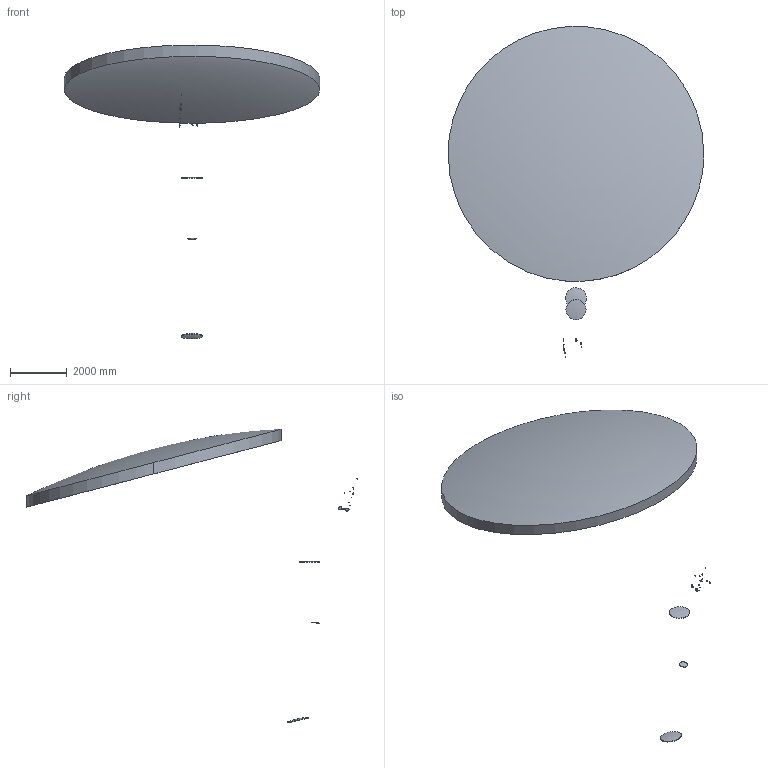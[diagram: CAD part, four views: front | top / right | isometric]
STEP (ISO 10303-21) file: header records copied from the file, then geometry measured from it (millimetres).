
FILE_DESCRIPTION ((), '1');
FILE_NAME ('PIAACMC_COR-S_170612_13ap1.STP', '2017-06-12T19:22:06', ('Unknown'), ('Unknown'), 'HarmonyWare STEP v2.0.2', 'HarmonyWare Translators', '');
FILE_SCHEMA (('CONFIG_CONTROL_DESIGN'));
Products named in the file (21): NONE
Bounding box: 9028.74 x 11697.77 x 10376.37 mm (x, y, z)
Volume: 25590137576.5 mm3; surface area: 146936652.6 mm2
Topology: 20 solids, 20 shells, 80 faces, 2220 edges, 4280 vertices
Faces by surface type: bspline 48, cylinder 14, plane 14, sphere 4
Entity records: 156787 total; most frequent: CARTESIAN_POINT 145496, DIRECTION 2164, VECTOR 2100, LINE 2100, TRIMMED_CURVE 2100, ORIENTED_EDGE 240, PERSON 168, ORGANIZATION 168
